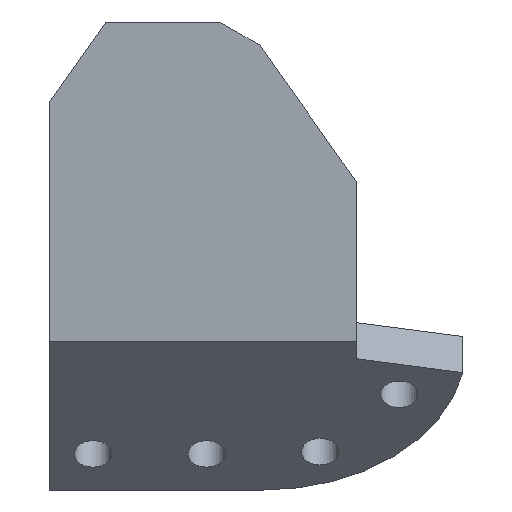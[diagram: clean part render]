
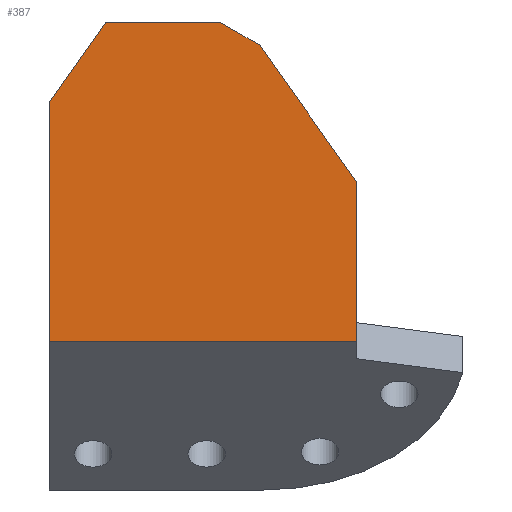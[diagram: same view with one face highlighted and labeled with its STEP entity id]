
A CAD part, left-side view. The second image highlights one B-rep face of the part: STEP entity #387.
In plain terms, the highlighted planar face has unit normal (-1, 0, 0).
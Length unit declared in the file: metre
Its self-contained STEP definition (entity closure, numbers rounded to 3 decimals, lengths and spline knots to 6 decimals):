
#81=ORIENTED_EDGE('',*,*,#159,.T.);
#82=ORIENTED_EDGE('',*,*,#160,.T.);
#83=ORIENTED_EDGE('',*,*,#161,.T.);
#84=ORIENTED_EDGE('',*,*,#162,.T.);
#85=ORIENTED_EDGE('',*,*,#131,.F.);
#86=ORIENTED_EDGE('',*,*,#154,.F.);
#87=ORIENTED_EDGE('',*,*,#158,.T.);
#131=EDGE_CURVE('',#181,#182,#215,.T.);
#154=EDGE_CURVE('',#199,#181,#228,.T.);
#158=EDGE_CURVE('',#199,#202,#232,.T.);
#159=EDGE_CURVE('',#202,#203,#233,.T.);
#160=EDGE_CURVE('',#203,#204,#234,.T.);
#161=EDGE_CURVE('',#204,#205,#235,.T.);
#162=EDGE_CURVE('',#205,#182,#236,.T.);
#181=VERTEX_POINT('',#559);
#182=VERTEX_POINT('',#561);
#199=VERTEX_POINT('',#609);
#202=VERTEX_POINT('',#617);
#203=VERTEX_POINT('',#621);
#204=VERTEX_POINT('',#623);
#205=VERTEX_POINT('',#625);
#215=LINE('',#560,#255);
#228=LINE('',#610,#268);
#232=LINE('',#618,#272);
#233=LINE('',#620,#273);
#234=LINE('',#622,#274);
#235=LINE('',#624,#275);
#236=LINE('',#626,#276);
#255=VECTOR('',#451,1.);
#268=VECTOR('',#502,1.);
#272=VECTOR('',#508,1.);
#273=VECTOR('',#511,1.);
#274=VECTOR('',#512,1.);
#275=VECTOR('',#513,1.);
#276=VECTOR('',#514,1.);
#314=EDGE_LOOP('',(#81,#82,#83,#84,#85,#86,#87));
#348=FACE_BOUND('',#314,.T.);
#365=PLANE('',#432);
#387=ADVANCED_FACE('',(#348),#365,.T.);
#432=AXIS2_PLACEMENT_3D('',#619,#509,#510);
#451=DIRECTION('',(0.,0.,1.));
#502=DIRECTION('',(0.,1.,0.));
#508=DIRECTION('',(0.,0.,1.));
#509=DIRECTION('',(-1.,0.,0.));
#510=DIRECTION('',(0.,0.,1.));
#511=DIRECTION('',(0.,0.577,0.816));
#512=DIRECTION('',(0.,0.863,0.505));
#513=DIRECTION('',(0.,1.,0.));
#514=DIRECTION('',(0.,0.577,-0.816));
#559=CARTESIAN_POINT('',(0.250938,0.01888,0.100426));
#560=CARTESIAN_POINT('',(0.250938,0.01888,0.114154));
#561=CARTESIAN_POINT('',(0.250938,0.01888,0.121518));
#609=CARTESIAN_POINT('',(0.250938,-0.008245,0.100426));
#610=CARTESIAN_POINT('',(0.250938,-0.008247,0.100426));
#617=CARTESIAN_POINT('',(0.250938,-0.008245,0.114447));
#618=CARTESIAN_POINT('',(0.250938,-0.008245,0.114154));
#619=CARTESIAN_POINT('',(0.250938,-0.008247,0.114154));
#620=CARTESIAN_POINT('',(0.250938,-0.008383,0.114251));
#621=CARTESIAN_POINT('',(0.250938,0.000291,0.126518));
#622=CARTESIAN_POINT('',(0.250938,-0.011458,0.119636));
#623=CARTESIAN_POINT('',(0.250938,0.003827,0.128589));
#624=CARTESIAN_POINT('',(0.250938,-0.008247,0.128589));
#625=CARTESIAN_POINT('',(0.250938,0.01388,0.128589));
#626=CARTESIAN_POINT('',(0.250938,0.013309,0.129396));
